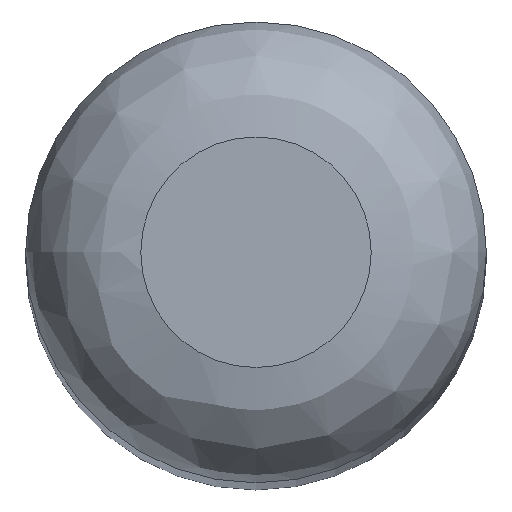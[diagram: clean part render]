
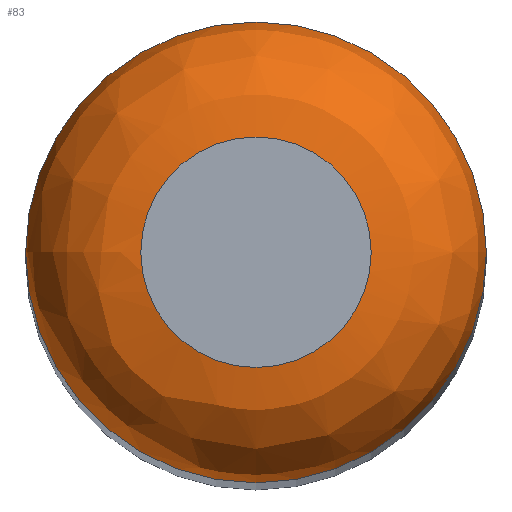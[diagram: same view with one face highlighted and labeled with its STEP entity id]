
A CAD part, top view. The second image highlights one B-rep face of the part: STEP entity #83.
In plain terms, the highlighted free-form (B-spline) face has degree [2, 2] with [3, 9] control points.
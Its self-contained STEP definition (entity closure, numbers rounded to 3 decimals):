
#20=FACE_OUTER_BOUND('',#25,.T.);
#25=EDGE_LOOP('',(#59,#60,#61,#62,#63,#64));
#30=CIRCLE('',#108,0.5);
#31=CIRCLE('',#109,0.5);
#32=CIRCLE('',#110,0.5);
#33=CIRCLE('',#111,1.);
#34=CIRCLE('',#112,1.);
#40=VERTEX_POINT('',#178);
#41=VERTEX_POINT('',#179);
#42=VERTEX_POINT('',#182);
#43=VERTEX_POINT('',#184);
#48=EDGE_CURVE('',#40,#41,#30,.T.);
#49=EDGE_CURVE('',#41,#40,#31,.T.);
#50=EDGE_CURVE('',#41,#42,#32,.T.);
#51=EDGE_CURVE('',#43,#42,#33,.T.);
#52=EDGE_CURVE('',#42,#43,#34,.T.);
#59=ORIENTED_EDGE('',*,*,#48,.F.);
#60=ORIENTED_EDGE('',*,*,#49,.F.);
#61=ORIENTED_EDGE('',*,*,#50,.T.);
#62=ORIENTED_EDGE('',*,*,#51,.F.);
#63=ORIENTED_EDGE('',*,*,#52,.F.);
#64=ORIENTED_EDGE('',*,*,#50,.F.);
#81=(
BOUNDED_SURFACE()
B_SPLINE_SURFACE(2,2,((#151,#152,#153,#154,#155,#156,#157,#158,#159),(#160,
#161,#162,#163,#164,#165,#166,#167,#168),(#169,#170,#171,#172,#173,#174,
#175,#176,#177)),.UNSPECIFIED.,.F.,.T.,.F.)
B_SPLINE_SURFACE_WITH_KNOTS((3,3),(3,2,2,2,3),(0.,1.571),(-3.142,
-1.571,0.,1.571,3.142),.UNSPECIFIED.)
GEOMETRIC_REPRESENTATION_ITEM()
RATIONAL_B_SPLINE_SURFACE(((1.,0.707,1.,0.707,1.,
0.707,1.,0.707,1.),(0.707,0.5,0.707,
0.5,0.707,0.5,0.707,0.5,0.707),(1.,
0.707,1.,0.707,1.,0.707,1.,0.707,
1.)))
REPRESENTATION_ITEM('')
SURFACE()
);
#83=ADVANCED_FACE('',(#20),#81,.F.);
#108=AXIS2_PLACEMENT_3D('',#180,#123,#124);
#109=AXIS2_PLACEMENT_3D('',#181,#125,#126);
#110=AXIS2_PLACEMENT_3D('',#183,#127,#128);
#111=AXIS2_PLACEMENT_3D('',#185,#129,#130);
#112=AXIS2_PLACEMENT_3D('',#186,#131,#132);
#123=DIRECTION('center_axis',(0.,0.,1.));
#124=DIRECTION('ref_axis',(1.,0.,0.));
#125=DIRECTION('center_axis',(0.,0.,1.));
#126=DIRECTION('ref_axis',(1.,0.,0.));
#127=DIRECTION('center_axis',(0.,-1.,0.));
#128=DIRECTION('ref_axis',(-1.,0.,0.));
#129=DIRECTION('center_axis',(0.,0.,-1.));
#130=DIRECTION('ref_axis',(1.,0.,0.));
#131=DIRECTION('center_axis',(0.,0.,-1.));
#132=DIRECTION('ref_axis',(1.,0.,0.));
#151=CARTESIAN_POINT('Ctrl Pts',(-1.,0.,8.875));
#152=CARTESIAN_POINT('Ctrl Pts',(-1.,-1.,8.875));
#153=CARTESIAN_POINT('Ctrl Pts',(0.,-1.,8.875));
#154=CARTESIAN_POINT('Ctrl Pts',(1.,-1.,8.875));
#155=CARTESIAN_POINT('Ctrl Pts',(1.,0.,8.875));
#156=CARTESIAN_POINT('Ctrl Pts',(1.,1.,8.875));
#157=CARTESIAN_POINT('Ctrl Pts',(0.,1.,8.875));
#158=CARTESIAN_POINT('Ctrl Pts',(-1.,1.,8.875));
#159=CARTESIAN_POINT('Ctrl Pts',(-1.,0.,8.875));
#160=CARTESIAN_POINT('Ctrl Pts',(-1.,0.,9.375));
#161=CARTESIAN_POINT('Ctrl Pts',(-1.,-1.,9.375));
#162=CARTESIAN_POINT('Ctrl Pts',(0.,-1.,9.375));
#163=CARTESIAN_POINT('Ctrl Pts',(1.,-1.,9.375));
#164=CARTESIAN_POINT('Ctrl Pts',(1.,0.,9.375));
#165=CARTESIAN_POINT('Ctrl Pts',(1.,1.,9.375));
#166=CARTESIAN_POINT('Ctrl Pts',(0.,1.,9.375));
#167=CARTESIAN_POINT('Ctrl Pts',(-1.,1.,9.375));
#168=CARTESIAN_POINT('Ctrl Pts',(-1.,0.,9.375));
#169=CARTESIAN_POINT('Ctrl Pts',(-0.5,0.,9.375));
#170=CARTESIAN_POINT('Ctrl Pts',(-0.5,-0.5,9.375));
#171=CARTESIAN_POINT('Ctrl Pts',(0.,-0.5,9.375));
#172=CARTESIAN_POINT('Ctrl Pts',(0.5,-0.5,9.375));
#173=CARTESIAN_POINT('Ctrl Pts',(0.5,0.,9.375));
#174=CARTESIAN_POINT('Ctrl Pts',(0.5,0.5,9.375));
#175=CARTESIAN_POINT('Ctrl Pts',(0.,0.5,9.375));
#176=CARTESIAN_POINT('Ctrl Pts',(-0.5,0.5,9.375));
#177=CARTESIAN_POINT('Ctrl Pts',(-0.5,0.,9.375));
#178=CARTESIAN_POINT('',(0.5,0.,9.375));
#179=CARTESIAN_POINT('',(-0.5,0.,9.375));
#180=CARTESIAN_POINT('Origin',(0.,0.,9.375));
#181=CARTESIAN_POINT('Origin',(0.,0.,9.375));
#182=CARTESIAN_POINT('',(-1.,0.,8.875));
#183=CARTESIAN_POINT('Origin',(-0.5,0.,8.875));
#184=CARTESIAN_POINT('',(1.,0.,8.875));
#185=CARTESIAN_POINT('Origin',(0.,0.,8.875));
#186=CARTESIAN_POINT('Origin',(0.,0.,8.875));
